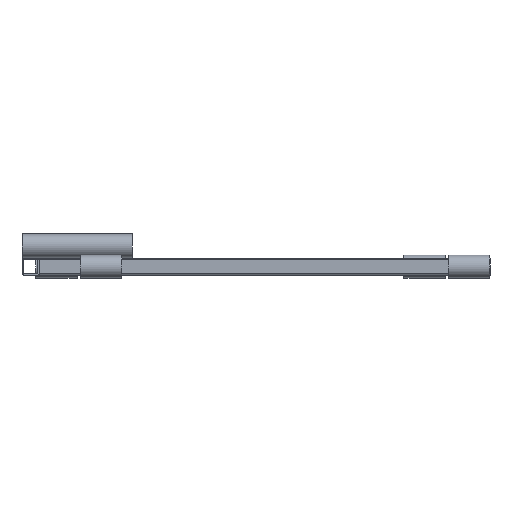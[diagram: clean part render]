
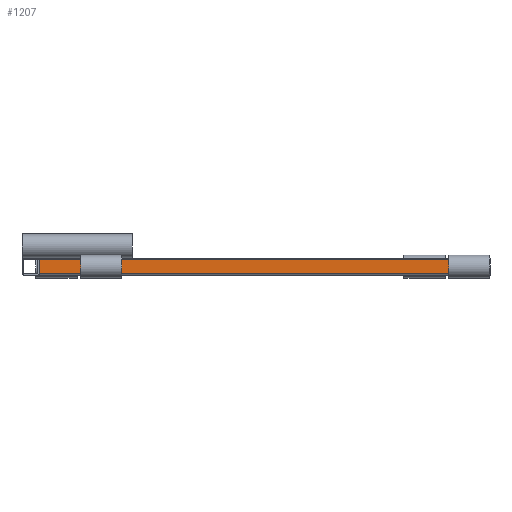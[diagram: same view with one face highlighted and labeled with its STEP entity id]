
A CAD part, left-side view. The second image highlights one B-rep face of the part: STEP entity #1207.
In plain terms, the highlighted planar face has unit normal (-1, 0, 0).
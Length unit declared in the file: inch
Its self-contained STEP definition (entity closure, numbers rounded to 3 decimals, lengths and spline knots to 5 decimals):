
#175=FACE_OUTER_BOUND('',#256,.T.);
#256=EDGE_LOOP('',(#983,#984,#985,#986));
#414=LINE('',#1954,#506);
#419=LINE('',#1965,#511);
#429=LINE('',#1992,#521);
#430=LINE('',#1994,#522);
#506=VECTOR('',#1574,1.);
#511=VECTOR('',#1581,32.75);
#521=VECTOR('',#1611,32.75);
#522=VECTOR('',#1614,1.);
#604=VERTEX_POINT('',#1940);
#610=VERTEX_POINT('',#1952);
#615=VERTEX_POINT('',#1964);
#622=VERTEX_POINT('',#1990);
#738=EDGE_CURVE('',#610,#604,#414,.T.);
#743=EDGE_CURVE('',#615,#604,#419,.T.);
#757=EDGE_CURVE('',#610,#622,#429,.T.);
#758=EDGE_CURVE('',#622,#615,#430,.T.);
#983=ORIENTED_EDGE('',*,*,#743,.T.);
#984=ORIENTED_EDGE('',*,*,#738,.F.);
#985=ORIENTED_EDGE('',*,*,#757,.T.);
#986=ORIENTED_EDGE('',*,*,#758,.T.);
#1157=PLANE('',#1349);
#1207=ADVANCED_FACE('',(#175),#1157,.T.);
#1349=AXIS2_PLACEMENT_3D('',#1993,#1612,#1613);
#1574=DIRECTION('',(0.,0.,-1.));
#1581=DIRECTION('',(0.,-1.,0.));
#1611=DIRECTION('',(0.,1.,0.));
#1612=DIRECTION('center_axis',(-1.,0.,0.));
#1613=DIRECTION('ref_axis',(0.,0.,1.));
#1614=DIRECTION('',(0.,0.,-1.));
#1940=CARTESIAN_POINT('',(-0.625,0.,-0.5));
#1952=CARTESIAN_POINT('',(-0.625,0.,0.5));
#1954=CARTESIAN_POINT('',(-0.625,0.,0.5));
#1964=CARTESIAN_POINT('',(-0.625,32.75,-0.5));
#1965=CARTESIAN_POINT('',(-0.625,32.75,-0.5));
#1990=CARTESIAN_POINT('',(-0.625,32.75,0.5));
#1992=CARTESIAN_POINT('',(-0.625,0.,0.5));
#1993=CARTESIAN_POINT('Origin',(-0.625,0.,-0.625));
#1994=CARTESIAN_POINT('',(-0.625,32.75,0.5));
